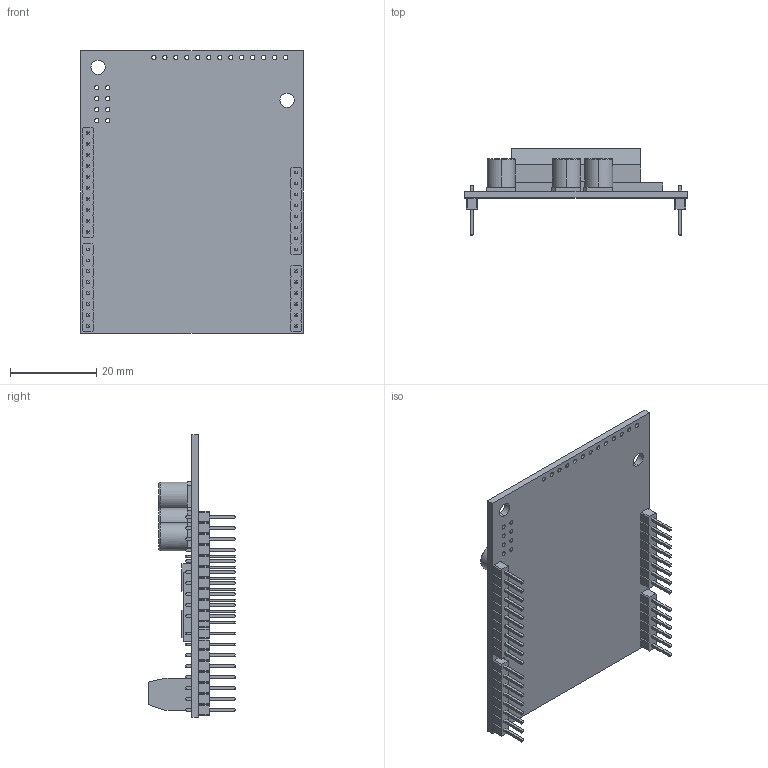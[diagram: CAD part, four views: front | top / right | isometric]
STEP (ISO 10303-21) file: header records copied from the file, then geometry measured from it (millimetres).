
FILE_DESCRIPTION (( 'STEP AP214' ), '1' );
FILE_NAME ('pololu-2507.STEP', '2022-09-29T21:41:47', ( '' ), ( '' ), 'SwSTEP 2.0', 'SolidWorks 2021', '' );
FILE_SCHEMA (( 'AUTOMOTIVE_DESIGN' ));
Length unit declared in the file: millimetre
Products named in the file (5): pololu-2507; Pololu VNH5019 Motor Driver; PinHeader_1x08_P2.54mm_Vertical.step; PinHeader_1x06_P2.54mm_Vertical.step; PinHeader_1x10_P2.54mm_Vertical.step
Assembly tree (5 placements, depth 2):
  pololu-2507
    Pololu VNH5019 Motor Driver
    PinHeader_1x06_P2.54mm_Vertical.step
    PinHeader_1x08_P2.54mm_Vertical.step  x2
    PinHeader_1x10_P2.54mm_Vertical.step
Bounding box: 51.44 x 20.05 x 65.28 mm (x, y, z)
Volume: 9680 mm3; surface area: 10611.4 mm2
Topology: 5 solids, 5 shells, 1002 faces, 2456 edges, 1548 vertices
Faces by surface type: plane 856, cylinder 140, torus 6
Entity records: 27856 total; most frequent: CARTESIAN_POINT 4056, ORIENTED_EDGE 3972, DIRECTION 3912, EDGE_CURVE 1986, LINE 1688, VECTOR 1688, VERTEX_POINT 1256, AXIS2_PLACEMENT_3D 1112
